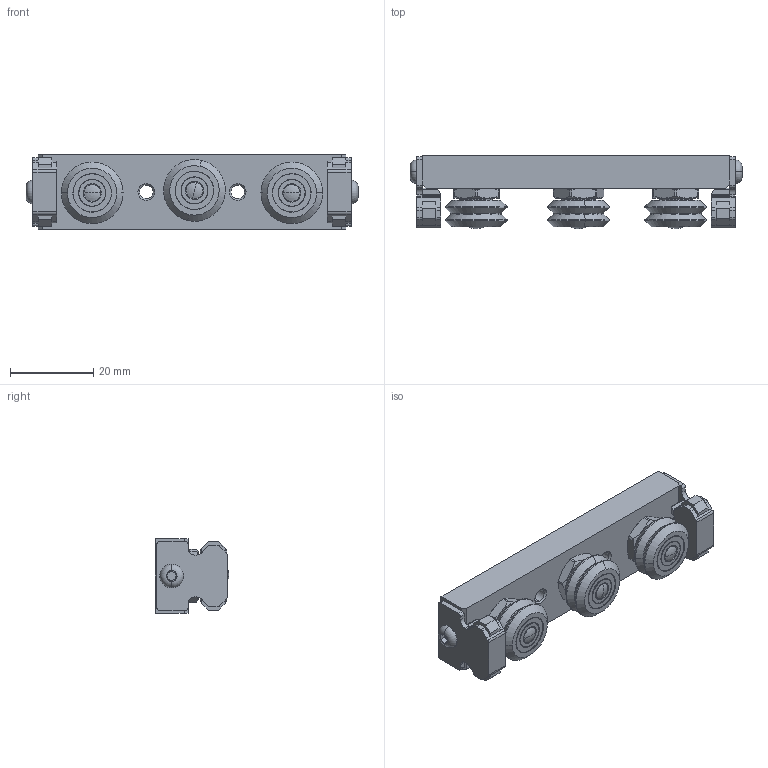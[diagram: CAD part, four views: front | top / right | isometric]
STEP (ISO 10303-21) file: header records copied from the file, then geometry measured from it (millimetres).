
FILE_DESCRIPTION (( 'STEP AP203' ), '1' );
FILE_NAME ('LUV-0-3W.step', '2024-05-13T17:24:44', ( '' ), ( '' ), 'SwSTEP 2.0', 'SolidWorks 2023', '' );
FILE_SCHEMA (( 'CONFIG_CONTROL_DESIGN' ));
Length unit declared in the file: millimetre
Products named in the file (1): LUV-0-3W
Bounding box: 79.86 x 17.63 x 18.01 mm (x, y, z)
Volume: 15269.4 mm3; surface area: 10323.6 mm2
Topology: 7 solids, 7 shells, 666 faces, 1576 edges, 961 vertices
Faces by surface type: plane 217, cylinder 204, bspline 118, cone 117, torus 10
Entity records: 23246 total; most frequent: CARTESIAN_POINT 8313, ORIENTED_EDGE 3132, DIRECTION 3106, EDGE_CURVE 1566, AXIS2_PLACEMENT_3D 1213, VERTEX_POINT 961, EDGE_LOOP 725, LINE 680
